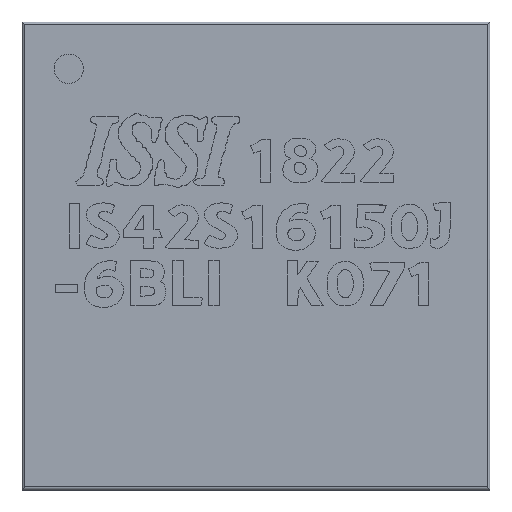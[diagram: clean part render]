
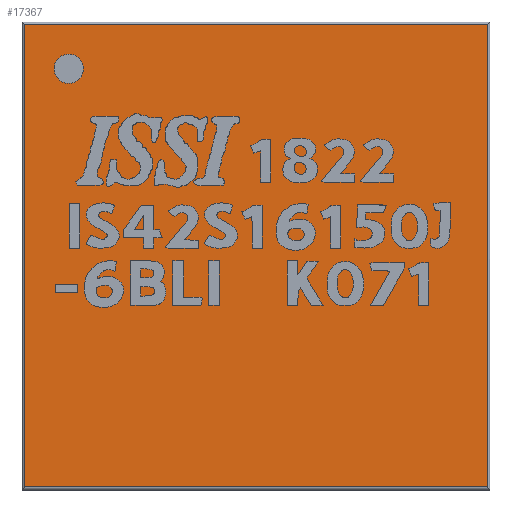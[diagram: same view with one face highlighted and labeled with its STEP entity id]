
A CAD part, top view. The second image highlights one B-rep face of the part: STEP entity #17367.
In plain terms, the highlighted planar face has unit normal (0, 0, 1).
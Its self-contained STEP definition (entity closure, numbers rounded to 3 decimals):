
#296 = PLANE ( 'NONE',  #26659 ) ;
#1076 = DIRECTION ( 'NONE',  ( 0., 1., 0. ) ) ;
#1211 = EDGE_LOOP ( 'NONE', ( #19314, #6282, #17408, #10724 ) ) ;
#1873 = VECTOR ( 'NONE', #1076, 1000. ) ;
#3030 = VECTOR ( 'NONE', #19164, 1000. ) ;
#4217 = EDGE_CURVE ( 'NONE', #19057, #14531, #6324, .T. ) ;
#4782 = CARTESIAN_POINT ( 'NONE',  ( 3.95, 3.95, 1.25 ) ) ;
#5385 = CARTESIAN_POINT ( 'NONE',  ( 3.95, -3.95, 1.25 ) ) ;
#5566 = CARTESIAN_POINT ( 'NONE',  ( -3.95, -3.95, 1.25 ) ) ;
#6282 = ORIENTED_EDGE ( 'NONE', *, *, #22395, .F. ) ;
#6324 = LINE ( 'NONE', #19575, #1873 ) ;
#6378 = DIRECTION ( 'NONE',  ( 0., -1., 0. ) ) ;
#7097 = FACE_OUTER_BOUND ( 'NONE', #1211, .T. ) ;
#7683 = DIRECTION ( 'NONE',  ( 0., 0., 1. ) ) ;
#9726 = EDGE_CURVE ( 'NONE', #11017, #19057, #23496, .T. ) ;
#10595 = LINE ( 'NONE', #26953, #14792 ) ;
#10724 = ORIENTED_EDGE ( 'NONE', *, *, #4217, .F. ) ;
#11017 = VERTEX_POINT ( 'NONE', #5385 ) ;
#11577 = CARTESIAN_POINT ( 'NONE',  ( -4., 3.95, 1.25 ) ) ;
#11716 = DIRECTION ( 'NONE',  ( 1., 0., 0. ) ) ;
#12486 = EDGE_CURVE ( 'NONE', #14531, #28802, #27200, .T. ) ;
#14531 = VERTEX_POINT ( 'NONE', #15323 ) ;
#14792 = VECTOR ( 'NONE', #6378, 1000. ) ;
#15323 = CARTESIAN_POINT ( 'NONE',  ( -3.95, 3.95, 1.25 ) ) ;
#16708 = CARTESIAN_POINT ( 'NONE',  ( -4., 4., 1.25 ) ) ;
#16844 = DIRECTION ( 'NONE',  ( 1., 0., 0. ) ) ;
#17367 = ADVANCED_FACE ( 'NONE', ( #7097 ), #296, .T. ) ;
#17408 = ORIENTED_EDGE ( 'NONE', *, *, #12486, .F. ) ;
#19057 = VERTEX_POINT ( 'NONE', #5566 ) ;
#19164 = DIRECTION ( 'NONE',  ( -1., 0., 0. ) ) ;
#19314 = ORIENTED_EDGE ( 'NONE', *, *, #9726, .F. ) ;
#19575 = CARTESIAN_POINT ( 'NONE',  ( -3.95, -4., 1.25 ) ) ;
#22395 = EDGE_CURVE ( 'NONE', #28802, #11017, #10595, .T. ) ;
#23496 = LINE ( 'NONE', #26033, #3030 ) ;
#26033 = CARTESIAN_POINT ( 'NONE',  ( 4., -3.95, 1.25 ) ) ;
#26156 = VECTOR ( 'NONE', #11716, 1000. ) ;
#26659 = AXIS2_PLACEMENT_3D ( 'NONE', #16708, #7683, #16844 ) ;
#26953 = CARTESIAN_POINT ( 'NONE',  ( 3.95, 4., 1.25 ) ) ;
#27200 = LINE ( 'NONE', #11577, #26156 ) ;
#28802 = VERTEX_POINT ( 'NONE', #4782 ) ;
